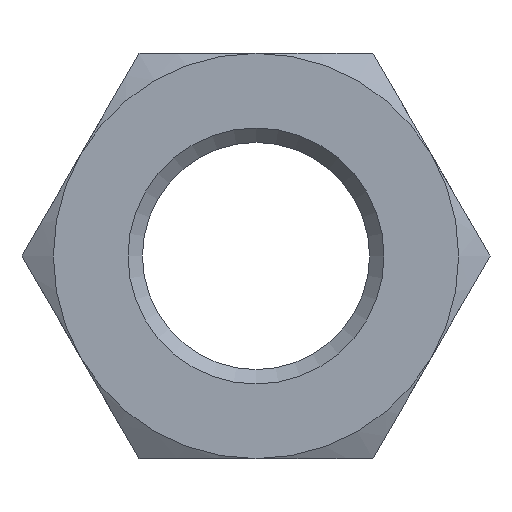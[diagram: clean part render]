
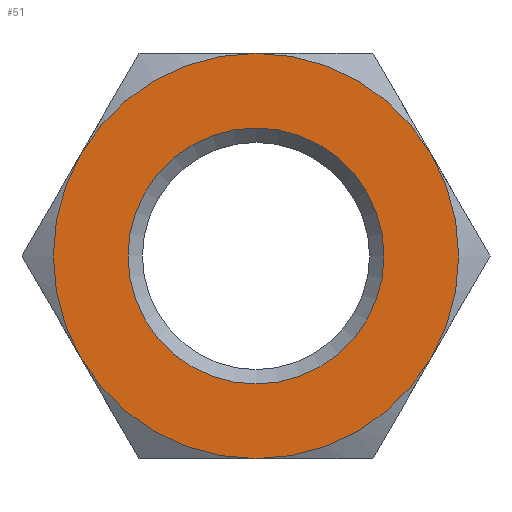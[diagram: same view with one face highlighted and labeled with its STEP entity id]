
A CAD part, left-side view. The second image highlights one B-rep face of the part: STEP entity #51.
In plain terms, the highlighted planar face has unit normal (-1, 0, 0).
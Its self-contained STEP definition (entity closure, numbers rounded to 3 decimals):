
#51 = ADVANCED_FACE( '', ( #116, #117 ), #118, .F. );
#116 = FACE_OUTER_BOUND( '', #197, .T. );
#117 = FACE_BOUND( '', #198, .T. );
#118 = PLANE( '', #199 );
#197 = EDGE_LOOP( '', ( #283, #284, #285, #286, #287, #288 ) );
#198 = EDGE_LOOP( '', ( #289 ) );
#199 = AXIS2_PLACEMENT_3D( '', #290, #291, #292 );
#283 = ORIENTED_EDGE( '', *, *, #461, .F. );
#284 = ORIENTED_EDGE( '', *, *, #462, .F. );
#285 = ORIENTED_EDGE( '', *, *, #463, .F. );
#286 = ORIENTED_EDGE( '', *, *, #464, .F. );
#287 = ORIENTED_EDGE( '', *, *, #465, .F. );
#288 = ORIENTED_EDGE( '', *, *, #466, .F. );
#289 = ORIENTED_EDGE( '', *, *, #467, .T. );
#290 = CARTESIAN_POINT( '', ( 0., 0., 0. ) );
#291 = DIRECTION( '', ( 1., 0., 0. ) );
#292 = DIRECTION( '', ( 0., 0., -1. ) );
#461 = EDGE_CURVE( '', #539, #540, #541, .T. );
#462 = EDGE_CURVE( '', #542, #539, #543, .T. );
#463 = EDGE_CURVE( '', #544, #542, #545, .T. );
#464 = EDGE_CURVE( '', #546, #544, #547, .T. );
#465 = EDGE_CURVE( '', #535, #546, #548, .T. );
#466 = EDGE_CURVE( '', #540, #535, #549, .T. );
#467 = EDGE_CURVE( '', #550, #550, #551, .T. );
#535 = VERTEX_POINT( '', #656 );
#539 = VERTEX_POINT( '', #670 );
#540 = VERTEX_POINT( '', #671 );
#541 = CIRCLE( '', #672, 9.5 );
#542 = VERTEX_POINT( '', #673 );
#543 = CIRCLE( '', #674, 9.5 );
#544 = VERTEX_POINT( '', #675 );
#545 = CIRCLE( '', #676, 9.5 );
#546 = VERTEX_POINT( '', #677 );
#547 = CIRCLE( '', #678, 9.5 );
#548 = CIRCLE( '', #679, 9.5 );
#549 = CIRCLE( '', #680, 9.5 );
#550 = VERTEX_POINT( '', #681 );
#551 = CIRCLE( '', #682, 6. );
#656 = CARTESIAN_POINT( '', ( 0., 0., 9.5 ) );
#670 = CARTESIAN_POINT( '', ( 0., 8.227, -4.75 ) );
#671 = CARTESIAN_POINT( '', ( 0., 8.227, 4.75 ) );
#672 = AXIS2_PLACEMENT_3D( '', #859, #860, #861 );
#673 = CARTESIAN_POINT( '', ( 0., 0., -9.5 ) );
#674 = AXIS2_PLACEMENT_3D( '', #862, #863, #864 );
#675 = CARTESIAN_POINT( '', ( 0., -8.227, -4.75 ) );
#676 = AXIS2_PLACEMENT_3D( '', #865, #866, #867 );
#677 = CARTESIAN_POINT( '', ( 0., -8.227, 4.75 ) );
#678 = AXIS2_PLACEMENT_3D( '', #868, #869, #870 );
#679 = AXIS2_PLACEMENT_3D( '', #871, #872, #873 );
#680 = AXIS2_PLACEMENT_3D( '', #874, #875, #876 );
#681 = CARTESIAN_POINT( '', ( 0., 0., -6. ) );
#682 = AXIS2_PLACEMENT_3D( '', #877, #878, #879 );
#859 = CARTESIAN_POINT( '', ( 0., 0., 0. ) );
#860 = DIRECTION( '', ( 1., 0., 0. ) );
#861 = DIRECTION( '', ( 0., 0., -1. ) );
#862 = CARTESIAN_POINT( '', ( 0., 0., 0. ) );
#863 = DIRECTION( '', ( 1., 0., 0. ) );
#864 = DIRECTION( '', ( 0., 0., -1. ) );
#865 = CARTESIAN_POINT( '', ( 0., 0., 0. ) );
#866 = DIRECTION( '', ( 1., 0., 0. ) );
#867 = DIRECTION( '', ( 0., 0., -1. ) );
#868 = CARTESIAN_POINT( '', ( 0., 0., 0. ) );
#869 = DIRECTION( '', ( 1., 0., 0. ) );
#870 = DIRECTION( '', ( 0., 0., -1. ) );
#871 = CARTESIAN_POINT( '', ( 0., 0., 0. ) );
#872 = DIRECTION( '', ( 1., 0., 0. ) );
#873 = DIRECTION( '', ( 0., 0., -1. ) );
#874 = CARTESIAN_POINT( '', ( 0., 0., 0. ) );
#875 = DIRECTION( '', ( 1., 0., 0. ) );
#876 = DIRECTION( '', ( 0., 0., -1. ) );
#877 = CARTESIAN_POINT( '', ( 0., 0., 0. ) );
#878 = DIRECTION( '', ( 1., 0., 0. ) );
#879 = DIRECTION( '', ( 0., 0., -1. ) );
